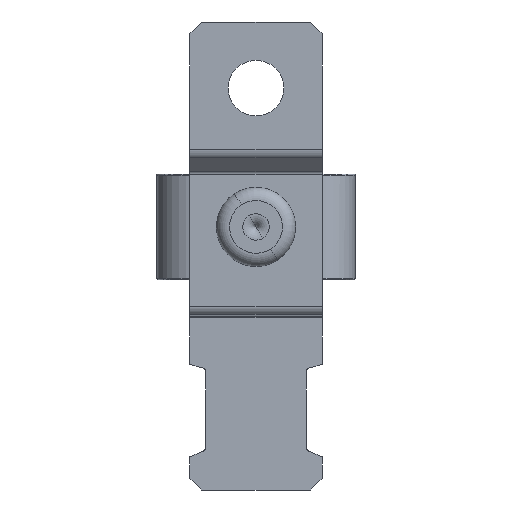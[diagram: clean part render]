
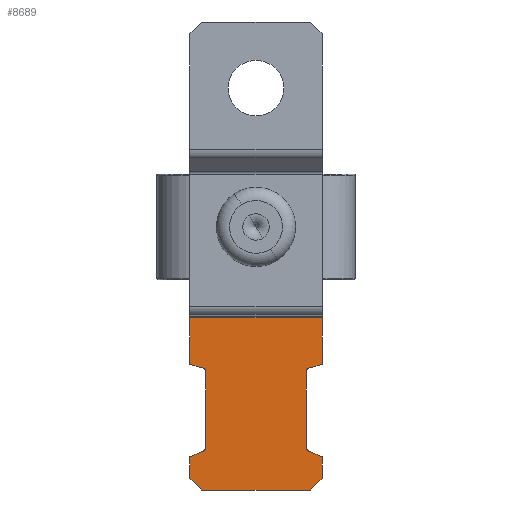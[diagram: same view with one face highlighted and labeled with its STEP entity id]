
A CAD part, front view. The second image highlights one B-rep face of the part: STEP entity #8689.
In plain terms, the highlighted planar face has unit normal (0, -1, 0).
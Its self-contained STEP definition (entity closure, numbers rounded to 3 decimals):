
#184 = EDGE_CURVE ( 'NONE', #1694, #1783, #5584, .T. ) ;
#689 = ORIENTED_EDGE ( 'NONE', *, *, #4329, .T. ) ;
#782 = VERTEX_POINT ( 'NONE', #10773 ) ;
#807 = CARTESIAN_POINT ( 'NONE',  ( -32.173, 7.597, 3.8 ) ) ;
#874 = DIRECTION ( 'NONE',  ( 1., 0., 0. ) ) ;
#910 = DIRECTION ( 'NONE',  ( 1., 0., 0. ) ) ;
#968 = VERTEX_POINT ( 'NONE', #5277 ) ;
#999 = DIRECTION ( 'NONE',  ( 0., 0., -1. ) ) ;
#1055 = LINE ( 'NONE', #11408, #8855 ) ;
#1094 = AXIS2_PLACEMENT_3D ( 'NONE', #7730, #2087, #5353 ) ;
#1205 = DIRECTION ( 'NONE',  ( 0., 1., 0. ) ) ;
#1222 = ORIENTED_EDGE ( 'NONE', *, *, #11983, .T. ) ;
#1237 = VECTOR ( 'NONE', #4328, 1000. ) ;
#1434 = VERTEX_POINT ( 'NONE', #8628 ) ;
#1448 = VERTEX_POINT ( 'NONE', #8479 ) ;
#1618 = EDGE_CURVE ( 'NONE', #5595, #7911, #5404, .T. ) ;
#1694 = VERTEX_POINT ( 'NONE', #5292 ) ;
#1783 = VERTEX_POINT ( 'NONE', #12306 ) ;
#1796 = EDGE_CURVE ( 'NONE', #13902, #1448, #7513, .T. ) ;
#1813 = VERTEX_POINT ( 'NONE', #807 ) ;
#1859 = ORIENTED_EDGE ( 'NONE', *, *, #6494, .T. ) ;
#1966 = DIRECTION ( 'NONE',  ( 0., 0., -1. ) ) ;
#2008 = LINE ( 'NONE', #10246, #14199 ) ;
#2087 = DIRECTION ( 'NONE',  ( 0., 1., 0. ) ) ;
#2112 = VECTOR ( 'NONE', #13716, 1000. ) ;
#2123 = DIRECTION ( 'NONE',  ( -1., 0., 0. ) ) ;
#2216 = FACE_OUTER_BOUND ( 'NONE', #4488, .T. ) ;
#2370 = VECTOR ( 'NONE', #14703, 1000. ) ;
#2411 = ORIENTED_EDGE ( 'NONE', *, *, #3195, .T. ) ;
#2435 = DIRECTION ( 'NONE',  ( -1., 0., 0. ) ) ;
#2733 = CARTESIAN_POINT ( 'NONE',  ( -31.159, 7.597, 1.079 ) ) ;
#3072 = VECTOR ( 'NONE', #5280, 1000. ) ;
#3173 = DIRECTION ( 'NONE',  ( -1., 0., 0. ) ) ;
#3195 = EDGE_CURVE ( 'NONE', #1448, #782, #8059, .T. ) ;
#3216 = CARTESIAN_POINT ( 'NONE',  ( -34.5, 7.597, -5. ) ) ;
#3416 = VECTOR ( 'NONE', #910, 1000. ) ;
#3577 = EDGE_CURVE ( 'NONE', #9354, #968, #7403, .T. ) ;
#3860 = CARTESIAN_POINT ( 'NONE',  ( -32.173, 7.597, -3.8 ) ) ;
#4064 = CARTESIAN_POINT ( 'NONE',  ( -22.33, 7.597, -5. ) ) ;
#4110 = AXIS2_PLACEMENT_3D ( 'NONE', #11634, #1205, #2123 ) ;
#4328 = DIRECTION ( 'NONE',  ( -1., 0., 0. ) ) ;
#4329 = EDGE_CURVE ( 'NONE', #782, #1813, #5315, .T. ) ;
#4332 = CARTESIAN_POINT ( 'NONE',  ( -32.455, 7.597, 3.997 ) ) ;
#4394 = EDGE_CURVE ( 'NONE', #1783, #4589, #5632, .T. ) ;
#4417 = CARTESIAN_POINT ( 'NONE',  ( -27.45, 7.597, 7.274 ) ) ;
#4488 = EDGE_LOOP ( 'NONE', ( #11139, #13332, #2411, #689, #1859, #8594, #12140, #14649, #1222, #9999, #7827, #13152, #7000, #9371, #4685, #13503, #13717, #6519 ) ) ;
#4589 = VERTEX_POINT ( 'NONE', #10940 ) ;
#4685 = ORIENTED_EDGE ( 'NONE', *, *, #3577, .T. ) ;
#4718 = VECTOR ( 'NONE', #6947, 1000. ) ;
#4739 = CARTESIAN_POINT ( 'NONE',  ( -26.467, 7.597, -3.8 ) ) ;
#4853 = DIRECTION ( 'NONE',  ( 0., 1., 0. ) ) ;
#4890 = LINE ( 'NONE', #11603, #10362 ) ;
#5277 = CARTESIAN_POINT ( 'NONE',  ( -26.189, 7.597, -3.997 ) ) ;
#5280 = DIRECTION ( 'NONE',  ( 1., 0., 0. ) ) ;
#5292 = CARTESIAN_POINT ( 'NONE',  ( -35.4, 7.597, -4.1 ) ) ;
#5315 = LINE ( 'NONE', #9974, #1237 ) ;
#5353 = DIRECTION ( 'NONE',  ( -1., 0., 0. ) ) ;
#5404 = LINE ( 'NONE', #10056, #2370 ) ;
#5584 = LINE ( 'NONE', #3216, #12117 ) ;
#5595 = VERTEX_POINT ( 'NONE', #8288 ) ;
#5632 = LINE ( 'NONE', #6997, #3416 ) ;
#5711 = EDGE_CURVE ( 'NONE', #9917, #14035, #14504, .T. ) ;
#6046 = VERTEX_POINT ( 'NONE', #4332 ) ;
#6446 = AXIS2_PLACEMENT_3D ( 'NONE', #9302, #14022, #2435 ) ;
#6494 = EDGE_CURVE ( 'NONE', #1813, #6046, #8382, .T. ) ;
#6519 = ORIENTED_EDGE ( 'NONE', *, *, #13524, .F. ) ;
#6595 = CARTESIAN_POINT ( 'NONE',  ( -25.627, 7.597, 5.949 ) ) ;
#6947 = DIRECTION ( 'NONE',  ( 1., 0., 0. ) ) ;
#6997 = CARTESIAN_POINT ( 'NONE',  ( -22.33, 7.597, -5. ) ) ;
#7000 = ORIENTED_EDGE ( 'NONE', *, *, #13980, .T. ) ;
#7057 = EDGE_CURVE ( 'NONE', #12275, #9354, #2008, .T. ) ;
#7403 = CIRCLE ( 'NONE', #1094, 0.3 ) ;
#7486 = VERTEX_POINT ( 'NONE', #11511 ) ;
#7506 = EDGE_CURVE ( 'NONE', #13902, #7486, #12742, .T. ) ;
#7513 = LINE ( 'NONE', #6595, #12463 ) ;
#7560 = AXIS2_PLACEMENT_3D ( 'NONE', #9286, #4853, #9509 ) ;
#7730 = CARTESIAN_POINT ( 'NONE',  ( -26.47, 7.597, -4.1 ) ) ;
#7827 = ORIENTED_EDGE ( 'NONE', *, *, #4394, .T. ) ;
#7911 = VERTEX_POINT ( 'NONE', #14881 ) ;
#8059 = CIRCLE ( 'NONE', #7560, 0.3 ) ;
#8133 = VERTEX_POINT ( 'NONE', #10984 ) ;
#8288 = CARTESIAN_POINT ( 'NONE',  ( -34.5, 7.597, 5. ) ) ;
#8382 = CIRCLE ( 'NONE', #14210, 0.3 ) ;
#8479 = CARTESIAN_POINT ( 'NONE',  ( -26.189, 7.597, 3.997 ) ) ;
#8594 = ORIENTED_EDGE ( 'NONE', *, *, #13573, .T. ) ;
#8628 = CARTESIAN_POINT ( 'NONE',  ( -32.9, 7.597, 5. ) ) ;
#8689 = ADVANCED_FACE ( 'NONE', ( #2216 ), #10444, .F. ) ;
#8746 = VECTOR ( 'NONE', #13250, 1000. ) ;
#8855 = VECTOR ( 'NONE', #1966, 1000. ) ;
#9048 = CARTESIAN_POINT ( 'NONE',  ( -25.9, 7.597, 5. ) ) ;
#9286 = CARTESIAN_POINT ( 'NONE',  ( -26.47, 7.597, 4.1 ) ) ;
#9302 = CARTESIAN_POINT ( 'NONE',  ( -22.33, 7.597, 5. ) ) ;
#9354 = VERTEX_POINT ( 'NONE', #4739 ) ;
#9363 = DIRECTION ( 'NONE',  ( 0.277, 0., -0.961 ) ) ;
#9371 = ORIENTED_EDGE ( 'NONE', *, *, #7057, .T. ) ;
#9378 = EDGE_CURVE ( 'NONE', #5595, #1434, #4890, .T. ) ;
#9509 = DIRECTION ( 'NONE',  ( -1., 0., 0. ) ) ;
#9537 = CARTESIAN_POINT ( 'NONE',  ( -22.33, 7.597, 5. ) ) ;
#9721 = CIRCLE ( 'NONE', #4110, 0.3 ) ;
#9796 = DIRECTION ( 'NONE',  ( 0.707, 0., -0.707 ) ) ;
#9917 = VERTEX_POINT ( 'NONE', #10820 ) ;
#9974 = CARTESIAN_POINT ( 'NONE',  ( -22.33, 7.597, 3.8 ) ) ;
#9999 = ORIENTED_EDGE ( 'NONE', *, *, #184, .T. ) ;
#10056 = CARTESIAN_POINT ( 'NONE',  ( -35.4, 7.597, 4.1 ) ) ;
#10246 = CARTESIAN_POINT ( 'NONE',  ( -22.33, 7.597, -3.8 ) ) ;
#10362 = VECTOR ( 'NONE', #11894, 1000. ) ;
#10444 = PLANE ( 'NONE',  #6446 ) ;
#10773 = CARTESIAN_POINT ( 'NONE',  ( -26.467, 7.597, 3.8 ) ) ;
#10809 = EDGE_CURVE ( 'NONE', #4589, #8133, #14774, .T. ) ;
#10820 = CARTESIAN_POINT ( 'NONE',  ( -25.9, 7.597, -5. ) ) ;
#10931 = VECTOR ( 'NONE', #999, 1000. ) ;
#10940 = CARTESIAN_POINT ( 'NONE',  ( -32.9, 7.597, -5. ) ) ;
#10984 = CARTESIAN_POINT ( 'NONE',  ( -32.455, 7.597, -3.997 ) ) ;
#11139 = ORIENTED_EDGE ( 'NONE', *, *, #7506, .F. ) ;
#11228 = DIRECTION ( 'NONE',  ( -0.277, 0., -0.961 ) ) ;
#11408 = CARTESIAN_POINT ( 'NONE',  ( -35.4, 7.597, 5. ) ) ;
#11426 = CARTESIAN_POINT ( 'NONE',  ( -22.37, 7.597, 5. ) ) ;
#11500 = LINE ( 'NONE', #11426, #10931 ) ;
#11511 = CARTESIAN_POINT ( 'NONE',  ( -22.37, 7.597, 5. ) ) ;
#11603 = CARTESIAN_POINT ( 'NONE',  ( -22.33, 7.597, 5. ) ) ;
#11634 = CARTESIAN_POINT ( 'NONE',  ( -32.173, 7.597, -4.1 ) ) ;
#11894 = DIRECTION ( 'NONE',  ( 1., 0., 0. ) ) ;
#11983 = EDGE_CURVE ( 'NONE', #7911, #1694, #1055, .T. ) ;
#12003 = CARTESIAN_POINT ( 'NONE',  ( -22.37, 7.597, -5. ) ) ;
#12117 = VECTOR ( 'NONE', #9796, 1000. ) ;
#12140 = ORIENTED_EDGE ( 'NONE', *, *, #9378, .F. ) ;
#12238 = CARTESIAN_POINT ( 'NONE',  ( -32.173, 7.597, 4.1 ) ) ;
#12275 = VERTEX_POINT ( 'NONE', #3860 ) ;
#12306 = CARTESIAN_POINT ( 'NONE',  ( -34.5, 7.597, -5. ) ) ;
#12463 = VECTOR ( 'NONE', #11228, 1000. ) ;
#12715 = LINE ( 'NONE', #14008, #14353 ) ;
#12742 = LINE ( 'NONE', #9537, #4718 ) ;
#13152 = ORIENTED_EDGE ( 'NONE', *, *, #10809, .T. ) ;
#13250 = DIRECTION ( 'NONE',  ( -0.406, 0., 0.914 ) ) ;
#13332 = ORIENTED_EDGE ( 'NONE', *, *, #1796, .T. ) ;
#13503 = ORIENTED_EDGE ( 'NONE', *, *, #14750, .T. ) ;
#13524 = EDGE_CURVE ( 'NONE', #7486, #14035, #11500, .T. ) ;
#13573 = EDGE_CURVE ( 'NONE', #6046, #1434, #14173, .T. ) ;
#13618 = DIRECTION ( 'NONE',  ( 0., 1., 0. ) ) ;
#13717 = ORIENTED_EDGE ( 'NONE', *, *, #5711, .T. ) ;
#13716 = DIRECTION ( 'NONE',  ( 0.406, 0., 0.914 ) ) ;
#13902 = VERTEX_POINT ( 'NONE', #9048 ) ;
#13980 = EDGE_CURVE ( 'NONE', #8133, #12275, #9721, .T. ) ;
#14008 = CARTESIAN_POINT ( 'NONE',  ( -28.285, 7.597, 3.286 ) ) ;
#14022 = DIRECTION ( 'NONE',  ( 0., 1., 0. ) ) ;
#14035 = VERTEX_POINT ( 'NONE', #12003 ) ;
#14173 = LINE ( 'NONE', #2733, #8746 ) ;
#14199 = VECTOR ( 'NONE', #874, 1000. ) ;
#14210 = AXIS2_PLACEMENT_3D ( 'NONE', #12238, #13618, #3173 ) ;
#14353 = VECTOR ( 'NONE', #9363, 1000. ) ;
#14504 = LINE ( 'NONE', #4064, #3072 ) ;
#14649 = ORIENTED_EDGE ( 'NONE', *, *, #1618, .T. ) ;
#14703 = DIRECTION ( 'NONE',  ( -0.707, 0., -0.707 ) ) ;
#14750 = EDGE_CURVE ( 'NONE', #968, #9917, #12715, .T. ) ;
#14774 = LINE ( 'NONE', #4417, #2112 ) ;
#14881 = CARTESIAN_POINT ( 'NONE',  ( -35.4, 7.597, 4.1 ) ) ;
